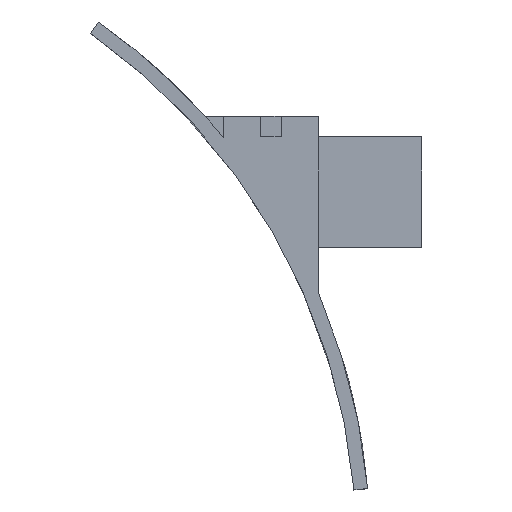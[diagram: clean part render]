
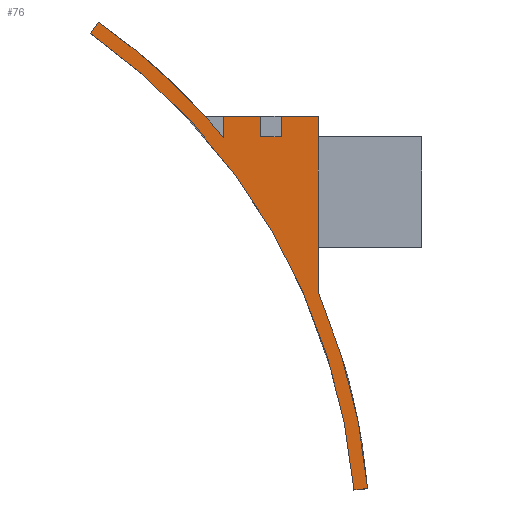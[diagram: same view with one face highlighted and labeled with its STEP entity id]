
A CAD part, top view. The second image highlights one B-rep face of the part: STEP entity #76.
In plain terms, the highlighted planar face has unit normal (0, 0, 1).
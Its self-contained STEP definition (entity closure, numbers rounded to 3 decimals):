
#76=ADVANCED_FACE('',(#117),#418,.T.);
#117=FACE_OUTER_BOUND('',#159,.F.);
#159=EDGE_LOOP('',(#289,#290,#291,#292,#293,#294,#295,#296,#297,#298,#299,#300,
#301,#302,#303));
#289=ORIENTED_EDGE('',*,*,#678,.F.);
#290=ORIENTED_EDGE('',*,*,#679,.T.);
#291=ORIENTED_EDGE('',*,*,#680,.F.);
#292=ORIENTED_EDGE('',*,*,#681,.F.);
#293=ORIENTED_EDGE('',*,*,#649,.F.);
#294=ORIENTED_EDGE('',*,*,#648,.F.);
#295=ORIENTED_EDGE('',*,*,#642,.F.);
#296=ORIENTED_EDGE('',*,*,#605,.F.);
#297=ORIENTED_EDGE('',*,*,#611,.F.);
#298=ORIENTED_EDGE('',*,*,#608,.F.);
#299=ORIENTED_EDGE('',*,*,#682,.F.);
#300=ORIENTED_EDGE('',*,*,#683,.F.);
#301=ORIENTED_EDGE('',*,*,#639,.F.);
#302=ORIENTED_EDGE('',*,*,#640,.F.);
#303=ORIENTED_EDGE('',*,*,#684,.F.);
#418=PLANE('',#861);
#463=LINE('',#1143,#533);
#466=LINE('',#1146,#536);
#469=LINE('',#1149,#539);
#497=LINE('',#1177,#567);
#498=LINE('',#1178,#568);
#500=LINE('',#1180,#570);
#504=LINE('',#1186,#574);
#507=LINE('',#1528,#577);
#508=LINE('',#1530,#578);
#509=LINE('',#1532,#579);
#510=LINE('',#1533,#580);
#533=VECTOR('',#889,3.);
#536=VECTOR('',#892,3.);
#539=VECTOR('',#895,3.);
#567=VECTOR('',#923,16.014);
#568=VECTOR('',#924,6.6);
#570=VECTOR('',#926,5.388);
#574=VECTOR('',#934,3.08);
#577=VECTOR('',#943,2.);
#578=VECTOR('',#946,2.);
#579=VECTOR('',#949,5.388);
#580=VECTOR('',#950,3.);
#605=EDGE_CURVE('',#786,#785,#463,.T.);
#608=EDGE_CURVE('',#782,#781,#466,.T.);
#611=EDGE_CURVE('',#781,#786,#469,.T.);
#639=EDGE_CURVE('',#744,#745,#497,.T.);
#640=EDGE_CURVE('',#741,#744,#498,.T.);
#642=EDGE_CURVE('',#785,#750,#500,.T.);
#648=EDGE_CURVE('',#750,#738,#504,.T.);
#649=EDGE_CURVE('',#738,#749,#713,.T.);
#678=EDGE_CURVE('',#737,#736,#507,.T.);
#679=EDGE_CURVE('',#737,#735,#716,.T.);
#680=EDGE_CURVE('',#734,#735,#508,.T.);
#681=EDGE_CURVE('',#749,#734,#717,.T.);
#682=EDGE_CURVE('',#733,#782,#509,.T.);
#683=EDGE_CURVE('',#745,#733,#510,.T.);
#684=EDGE_CURVE('',#736,#741,#718,.T.);
#713=CIRCLE('',#826,92.5);
#716=CIRCLE('',#829,90.5);
#717=CIRCLE('',#830,92.5);
#718=CIRCLE('',#831,92.5);
#733=VERTEX_POINT('',#1079);
#734=VERTEX_POINT('',#1080);
#735=VERTEX_POINT('',#1081);
#736=VERTEX_POINT('',#1082);
#737=VERTEX_POINT('',#1083);
#738=VERTEX_POINT('',#1084);
#741=VERTEX_POINT('',#1087);
#744=VERTEX_POINT('',#1090);
#745=VERTEX_POINT('',#1091);
#749=VERTEX_POINT('',#1095);
#750=VERTEX_POINT('',#1096);
#781=VERTEX_POINT('',#1127);
#782=VERTEX_POINT('',#1128);
#785=VERTEX_POINT('',#1131);
#786=VERTEX_POINT('',#1132);
#826=AXIS2_PLACEMENT_3D('',#1187,#935,#936);
#829=AXIS2_PLACEMENT_3D('',#1529,#944,#945);
#830=AXIS2_PLACEMENT_3D('',#1531,#947,#948);
#831=AXIS2_PLACEMENT_3D('',#1534,#951,#952);
#861=AXIS2_PLACEMENT_3D('',#1584,#1031,#1032);
#889=DIRECTION('',(0.,1.,0.));
#892=DIRECTION('',(0.,-1.,0.));
#895=DIRECTION('',(-1.,0.,0.));
#923=DIRECTION('',(0.,1.,0.));
#924=DIRECTION('',(0.,1.,0.));
#926=DIRECTION('',(-1.,0.,0.));
#934=DIRECTION('',(0.,-1.,0.));
#935=DIRECTION('',(0.,0.,1.));
#936=DIRECTION('',(0.77,0.638,0.));
#943=DIRECTION('',(0.996,0.087,0.));
#944=DIRECTION('',(0.,0.,1.));
#945=DIRECTION('',(0.996,0.087,0.));
#946=DIRECTION('',(-0.574,-0.819,0.));
#947=DIRECTION('',(0.,0.,1.));
#948=DIRECTION('',(0.741,0.671,0.));
#949=DIRECTION('',(-1.,0.,0.));
#950=DIRECTION('',(0.,1.,0.));
#951=DIRECTION('',(0.,0.,1.));
#952=DIRECTION('',(0.996,0.087,0.));
#1031=DIRECTION('',(0.,0.,1.));
#1032=DIRECTION('',(1.,0.,0.));
#1079=CARTESIAN_POINT('',(27.713,127.454,67.25));
#1080=CARTESIAN_POINT('',(-4.231,141.125,67.25));
#1081=CARTESIAN_POINT('',(-5.378,139.487,67.25));
#1082=CARTESIAN_POINT('',(34.861,73.415,67.25));
#1083=CARTESIAN_POINT('',(32.869,73.241,67.25));
#1084=CARTESIAN_POINT('',(13.938,124.373,67.25));
#1087=CARTESIAN_POINT('',(27.713,101.84,67.25));
#1090=CARTESIAN_POINT('',(27.713,108.44,67.25));
#1091=CARTESIAN_POINT('',(27.713,124.454,67.25));
#1095=CARTESIAN_POINT('',(11.268,127.454,67.25));
#1096=CARTESIAN_POINT('',(13.938,127.454,67.25));
#1127=CARTESIAN_POINT('',(22.325,124.454,67.25));
#1128=CARTESIAN_POINT('',(22.325,127.454,67.25));
#1131=CARTESIAN_POINT('',(19.325,127.454,67.25));
#1132=CARTESIAN_POINT('',(19.325,124.454,67.25));
#1143=CARTESIAN_POINT('',(19.325,124.454,67.25));
#1146=CARTESIAN_POINT('',(22.325,127.454,67.25));
#1149=CARTESIAN_POINT('',(22.325,124.454,67.25));
#1177=CARTESIAN_POINT('',(27.713,108.44,67.25));
#1178=CARTESIAN_POINT('',(27.713,101.84,67.25));
#1180=CARTESIAN_POINT('',(19.325,127.454,67.25));
#1186=CARTESIAN_POINT('',(13.938,127.454,67.25));
#1187=CARTESIAN_POINT('',(-57.287,65.353,67.25));
#1528=CARTESIAN_POINT('',(32.869,73.241,67.25));
#1529=CARTESIAN_POINT('',(-57.287,65.353,67.25));
#1530=CARTESIAN_POINT('',(-4.231,141.125,67.25));
#1531=CARTESIAN_POINT('',(-57.287,65.353,67.25));
#1532=CARTESIAN_POINT('',(27.713,127.454,67.25));
#1533=CARTESIAN_POINT('',(27.713,124.454,67.25));
#1534=CARTESIAN_POINT('',(-57.287,65.353,67.25));
#1584=CARTESIAN_POINT('',(-6.058,72.561,67.25));
